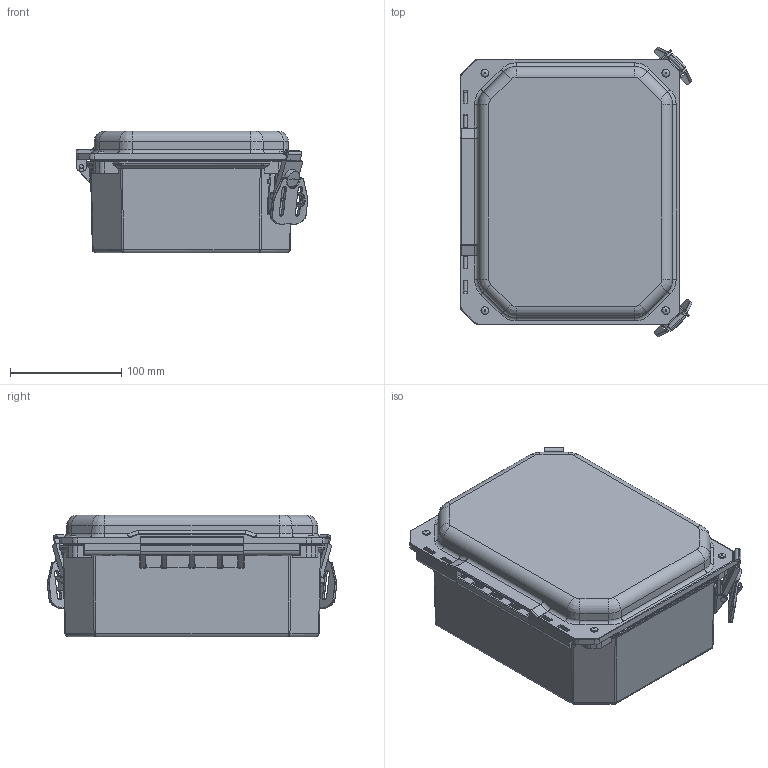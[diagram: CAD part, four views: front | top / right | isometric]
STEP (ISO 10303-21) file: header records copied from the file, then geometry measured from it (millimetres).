
FILE_DESCRIPTION(/* description */ (''),/* implementation_level */ '2;1');
FILE_NAME(/* name */ 'HW-CC80604CHTL.stp',/* time_stamp */ '2014-03-13T06:30:04-05:00',/* author */ ('pmescher'),/* organization */ (''),/* preprocessor_version */ 'ST-DEVELOPER v15.2',/* originating_system */ 'Autodesk Inventor 2014',/* authorisation */ '');
FILE_SCHEMA (('AUTOMOTIVE_DESIGN { 1 0 10303 214 3 1 1 }'));
Products named in the file (16): DS080604BOX; DSCC080604CVR; GA806; WP806HLU; BRASS INSERT-(; BRASS INSERT-(_1; BRASS INSERT-(_2; RMHINGAT40006-02; part2; AT40007; part1; hinge; part3; LOCKWT; DS COVER  BUSH; DSCC80604HLL_STP
Bounding box: 208.62 x 260.65 x 109.52 mm (x, y, z)
Volume: 637841.2 mm3; surface area: 393251.1 mm2
Topology: 31 solids, 31 shells, 2229 faces, 5328 edges, 3113 vertices
Faces by surface type: cylinder 853, plane 656, bspline 382, torus 227, cone 102, sphere 9
Full cylindrical faces by diameter (mm): 1.267 x4, 1.27 x2, 2.489 x4, 3.429 x4, 3.48 x2, 3.81 x4, 3.861 x8, 3.962 x12, 5.08 x4, 5.3 x4, 5.563 x4, 6.248 x12, 6.401 x4, 7.925 x4, 9.22 x2, 15.24 x2
Entity records: 72543 total; most frequent: CARTESIAN_POINT 27194, DIRECTION 9778, ORIENTED_EDGE 9212, EDGE_CURVE 4606, AXIS2_PLACEMENT_3D 3879, VERTEX_POINT 2740, EDGE_LOOP 2124, LINE 2020
